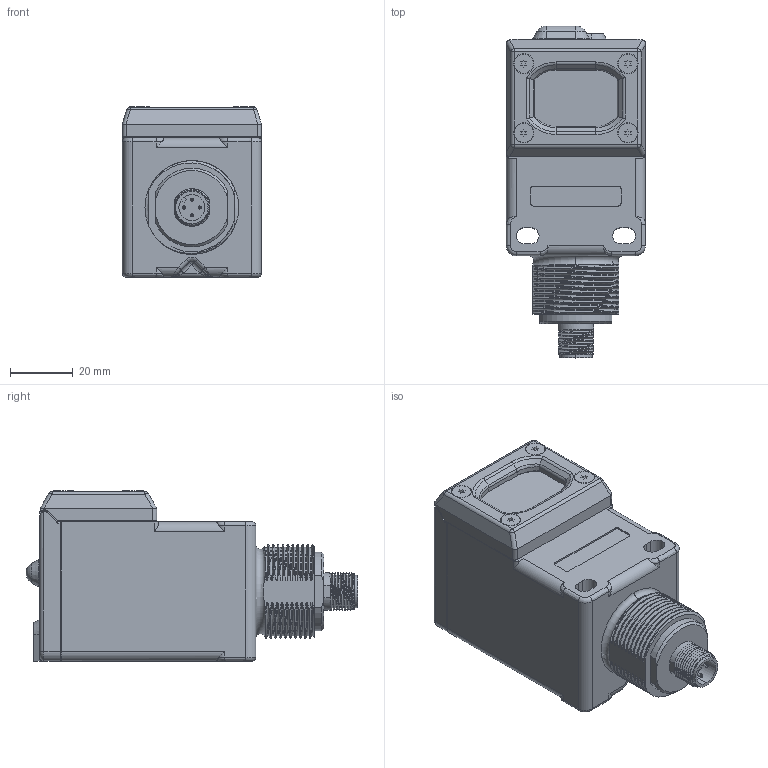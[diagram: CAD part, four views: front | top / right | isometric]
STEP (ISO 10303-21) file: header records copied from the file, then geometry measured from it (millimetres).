
FILE_DESCRIPTION((''),'2;1');
FILE_NAME('156713_SW','2012-01-24T',('banengservice'),('BANNER ENGINEERING'),'PRO/ENGINEER BY PARAMETRIC TECHNOLOGY CORPORATION, 2009141','PRO/ENGINEER BY PARAMETRIC TECHNOLOGY CORPORATION, 2009141','');
FILE_SCHEMA(('CONFIG_CONTROL_DESIGN'));
Products named in the file (1): 156713_SW
Bounding box: 44.53 x 106.03 x 54.35 mm (x, y, z)
Volume: 69757 mm3; surface area: 46621.3 mm2
Topology: 2 solids, 2 shells, 1088 faces, 2819 edges, 1753 vertices
Faces by surface type: plane 409, cylinder 361, bspline 169, torus 60, cone 54, sphere 35
Entity records: 53917 total; most frequent: CARTESIAN_POINT 28645, ORIENTED_EDGE 5614, DIRECTION 4731, EDGE_CURVE 2807, VERTEX_POINT 1753, AXIS2_PLACEMENT_3D 1625, VECTOR 1481, LINE 1481
